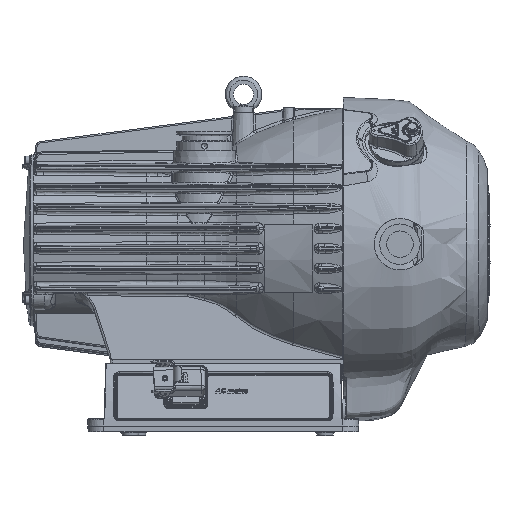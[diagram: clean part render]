
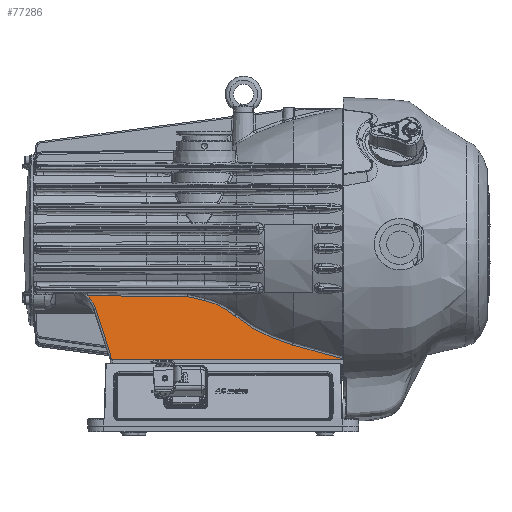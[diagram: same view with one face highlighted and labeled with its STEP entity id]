
A CAD part, left-side view. The second image highlights one B-rep face of the part: STEP entity #77286.
In plain terms, the highlighted planar face has unit normal (-0.993, 0, 0.122).
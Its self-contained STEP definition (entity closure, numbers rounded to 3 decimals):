
#3320=ELLIPSE('',#82077,1.641,0.2);
#3977=B_SPLINE_CURVE_WITH_KNOTS('',3,(#106944,#106945,#106946,#106947),
 .UNSPECIFIED.,.F.,.F.,(4,4),(3.889,4.85),
 .UNSPECIFIED.);
#3978=B_SPLINE_CURVE_WITH_KNOTS('',3,(#106951,#106952,#106953,#106954),
 .UNSPECIFIED.,.F.,.F.,(4,4),(3.17,3.889),
 .UNSPECIFIED.);
#3979=B_SPLINE_CURVE_WITH_KNOTS('',3,(#106960,#106961,#106962,#106963),
 .UNSPECIFIED.,.F.,.F.,(4,4),(-0.762,-0.726),
 .UNSPECIFIED.);
#3980=B_SPLINE_CURVE_WITH_KNOTS('',3,(#106965,#106966,#106967,#106968),
 .UNSPECIFIED.,.F.,.F.,(4,4),(0.,0.533),
 .UNSPECIFIED.);
#3981=B_SPLINE_CURVE_WITH_KNOTS('',3,(#106970,#106971,#106972,#106973),
 .UNSPECIFIED.,.F.,.F.,(4,4),(4.606,5.062),
 .UNSPECIFIED.);
#3982=B_SPLINE_CURVE_WITH_KNOTS('',3,(#106975,#106976,#106977,#106978),
 .UNSPECIFIED.,.F.,.F.,(4,4),(0.,4.606),
 .UNSPECIFIED.);
#3983=B_SPLINE_CURVE_WITH_KNOTS('',3,(#106980,#106981,#106982,#106983),
 .UNSPECIFIED.,.F.,.F.,(4,4),(0.,6.454),
 .UNSPECIFIED.);
#3984=B_SPLINE_CURVE_WITH_KNOTS('',3,(#106984,#106985,#106986,#106987,#106988),
 .UNSPECIFIED.,.F.,.F.,(4,1,4),(0.,1.971,3.449),
 .UNSPECIFIED.);
#3985=B_SPLINE_CURVE_WITH_KNOTS('',3,(#106990,#106991,#106992,#106993),
 .UNSPECIFIED.,.F.,.F.,(4,4),(-11.292,-1.386),
 .UNSPECIFIED.);
#3986=B_SPLINE_CURVE_WITH_KNOTS('',3,(#106995,#106996,#106997,#106998,#106999),
 .UNSPECIFIED.,.F.,.F.,(4,1,4),(0.,1.275,1.631),
 .UNSPECIFIED.);
#8533=PLANE('',#82076);
#9761=FACE_OUTER_BOUND('',#14325,.T.);
#14325=EDGE_LOOP('',(#49175,#49176,#49177,#49178,#49179,#49180,#49181,#49182,
#49183,#49184,#49185,#49186,#49187));
#22388=LINE('',#106958,#25725);
#22389=LINE('',#107001,#25726);
#25725=VECTOR('',#88673,1.);
#25726=VECTOR('',#88674,1.);
#29516=VERTEX_POINT('',#106942);
#29517=VERTEX_POINT('',#106943);
#29518=VERTEX_POINT('',#106949);
#29519=VERTEX_POINT('',#106956);
#29520=VERTEX_POINT('',#106957);
#29521=VERTEX_POINT('',#106959);
#29522=VERTEX_POINT('',#106964);
#29523=VERTEX_POINT('',#106969);
#29524=VERTEX_POINT('',#106974);
#29525=VERTEX_POINT('',#106979);
#29526=VERTEX_POINT('',#106989);
#29527=VERTEX_POINT('',#106994);
#29528=VERTEX_POINT('',#107000);
#37148=EDGE_CURVE('',#29516,#29517,#3977,.T.);
#37151=EDGE_CURVE('',#29518,#29516,#3978,.T.);
#37152=EDGE_CURVE('',#29519,#29520,#22388,.T.);
#37153=EDGE_CURVE('',#29521,#29520,#3979,.T.);
#37154=EDGE_CURVE('',#29522,#29521,#3980,.T.);
#37155=EDGE_CURVE('',#29523,#29522,#3981,.T.);
#37156=EDGE_CURVE('',#29524,#29523,#3982,.T.);
#37157=EDGE_CURVE('',#29525,#29524,#3983,.T.);
#37158=EDGE_CURVE('',#29517,#29525,#3984,.T.);
#37159=EDGE_CURVE('',#29526,#29518,#3985,.T.);
#37160=EDGE_CURVE('',#29527,#29526,#3986,.T.);
#37161=EDGE_CURVE('',#29528,#29527,#22389,.T.);
#37162=EDGE_CURVE('',#29519,#29528,#3320,.T.);
#49175=ORIENTED_EDGE('',*,*,#37152,.T.);
#49176=ORIENTED_EDGE('',*,*,#37153,.F.);
#49177=ORIENTED_EDGE('',*,*,#37154,.F.);
#49178=ORIENTED_EDGE('',*,*,#37155,.F.);
#49179=ORIENTED_EDGE('',*,*,#37156,.F.);
#49180=ORIENTED_EDGE('',*,*,#37157,.F.);
#49181=ORIENTED_EDGE('',*,*,#37158,.F.);
#49182=ORIENTED_EDGE('',*,*,#37148,.F.);
#49183=ORIENTED_EDGE('',*,*,#37151,.F.);
#49184=ORIENTED_EDGE('',*,*,#37159,.F.);
#49185=ORIENTED_EDGE('',*,*,#37160,.F.);
#49186=ORIENTED_EDGE('',*,*,#37161,.F.);
#49187=ORIENTED_EDGE('',*,*,#37162,.F.);
#77286=ADVANCED_FACE('',(#9761),#8533,.T.);
#82076=AXIS2_PLACEMENT_3D('',#106955,#88671,#88672);
#82077=AXIS2_PLACEMENT_3D('',#107002,#88675,#88676);
#88671=DIRECTION('center_axis',(-0.993,0.,
0.122));
#88672=DIRECTION('ref_axis',(0.,-1.,0.));
#88673=DIRECTION('',(0.,-1.,0.));
#88674=DIRECTION('',(0.116,0.307,0.945));
#88675=DIRECTION('center_axis',(0.993,0.,
-0.122));
#88676=DIRECTION('ref_axis',(-0.122,0.,-0.993));
#106942=CARTESIAN_POINT('',(-6.852,16.,-5.343));
#106943=CARTESIAN_POINT('',(-6.878,15.063,-5.554));
#106944=CARTESIAN_POINT('Ctrl Pts',(-6.852,16.,-5.343));
#106945=CARTESIAN_POINT('Ctrl Pts',(-6.861,15.688,
-5.414));
#106946=CARTESIAN_POINT('Ctrl Pts',(-6.87,15.376,
-5.484));
#106947=CARTESIAN_POINT('Ctrl Pts',(-6.878,15.063,
-5.554));
#106949=CARTESIAN_POINT('',(-6.832,16.7,-5.182));
#106951=CARTESIAN_POINT('Ctrl Pts',(-6.832,16.7,
-5.182));
#106952=CARTESIAN_POINT('Ctrl Pts',(-6.839,16.467,
-5.236));
#106953=CARTESIAN_POINT('Ctrl Pts',(-6.846,16.234,
-5.29));
#106954=CARTESIAN_POINT('Ctrl Pts',(-6.852,16.,-5.343));
#106955=CARTESIAN_POINT('Origin',(-7.823,4.65,-13.245));
#106956=CARTESIAN_POINT('',(-7.6,24.15,-11.433));
#106957=CARTESIAN_POINT('',(-7.6,0.917,-11.433));
#106958=CARTESIAN_POINT('',(-7.6,14.5,-11.433));
#106959=CARTESIAN_POINT('',(-7.597,0.894,-11.405));
#106960=CARTESIAN_POINT('Ctrl Pts',(-7.597,0.894,
-11.405));
#106961=CARTESIAN_POINT('Ctrl Pts',(-7.598,0.902,
-11.414));
#106962=CARTESIAN_POINT('Ctrl Pts',(-7.599,0.909,
-11.424));
#106963=CARTESIAN_POINT('Ctrl Pts',(-7.6,0.917,
-11.433));
#106964=CARTESIAN_POINT('',(-7.585,1.418,-11.312));
#106965=CARTESIAN_POINT('Ctrl Pts',(-7.585,1.418,
-11.312));
#106966=CARTESIAN_POINT('Ctrl Pts',(-7.591,1.247,
-11.358));
#106967=CARTESIAN_POINT('Ctrl Pts',(-7.595,1.071,
-11.39));
#106968=CARTESIAN_POINT('Ctrl Pts',(-7.597,0.894,
-11.405));
#106969=CARTESIAN_POINT('',(-7.57,1.858,-11.192));
#106970=CARTESIAN_POINT('Ctrl Pts',(-7.57,1.858,
-11.192));
#106971=CARTESIAN_POINT('Ctrl Pts',(-7.575,1.711,-11.232));
#106972=CARTESIAN_POINT('Ctrl Pts',(-7.58,1.565,
-11.272));
#106973=CARTESIAN_POINT('Ctrl Pts',(-7.585,1.418,
-11.312));
#106974=CARTESIAN_POINT('',(-7.42,6.296,-9.969));
#106975=CARTESIAN_POINT('Ctrl Pts',(-7.42,6.296,
-9.969));
#106976=CARTESIAN_POINT('Ctrl Pts',(-7.471,4.818,-10.382));
#106977=CARTESIAN_POINT('Ctrl Pts',(-7.521,3.339,
-10.789));
#106978=CARTESIAN_POINT('Ctrl Pts',(-7.57,1.858,
-11.192));
#106979=CARTESIAN_POINT('',(-7.065,12.008,-7.079));
#106980=CARTESIAN_POINT('Ctrl Pts',(-7.065,12.008,
-7.079));
#106981=CARTESIAN_POINT('Ctrl Pts',(-7.229,10.329,-8.414));
#106982=CARTESIAN_POINT('Ctrl Pts',(-7.349,8.367,
-9.39));
#106983=CARTESIAN_POINT('Ctrl Pts',(-7.42,6.296,
-9.969));
#106984=CARTESIAN_POINT('Ctrl Pts',(-6.878,15.063,
-5.554));
#106985=CARTESIAN_POINT('Ctrl Pts',(-6.896,14.423,
-5.698));
#106986=CARTESIAN_POINT('Ctrl Pts',(-6.949,13.345,-6.128));
#106987=CARTESIAN_POINT('Ctrl Pts',(-7.028,12.392,
-6.773));
#106988=CARTESIAN_POINT('Ctrl Pts',(-7.065,12.008,
-7.079));
#106989=CARTESIAN_POINT('',(-6.822,26.606,-5.096));
#106990=CARTESIAN_POINT('Ctrl Pts',(-6.822,26.606,
-5.096));
#106991=CARTESIAN_POINT('Ctrl Pts',(-6.825,23.304,
-5.125));
#106992=CARTESIAN_POINT('Ctrl Pts',(-6.829,20.002,
-5.154));
#106993=CARTESIAN_POINT('Ctrl Pts',(-6.832,16.7,
-5.182));
#106994=CARTESIAN_POINT('',(-6.989,25.749,-6.455));
#106995=CARTESIAN_POINT('Ctrl Pts',(-6.989,25.749,
-6.455));
#106996=CARTESIAN_POINT('Ctrl Pts',(-6.939,25.88,-6.053));
#106997=CARTESIAN_POINT('Ctrl Pts',(-6.881,26.151,
-5.575));
#106998=CARTESIAN_POINT('Ctrl Pts',(-6.832,26.52,
-5.177));
#106999=CARTESIAN_POINT('Ctrl Pts',(-6.822,26.605,-5.095));
#107000=CARTESIAN_POINT('',(-7.539,24.294,-10.933));
#107001=CARTESIAN_POINT('',(-7.826,23.534,-13.273));
#107002=CARTESIAN_POINT('Origin',(-7.4,24.15,-9.804));
